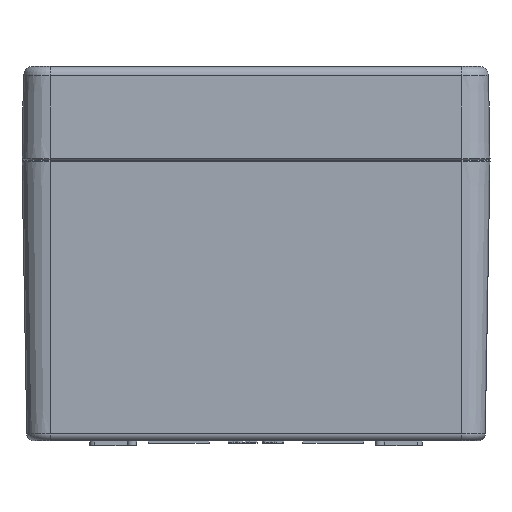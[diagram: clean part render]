
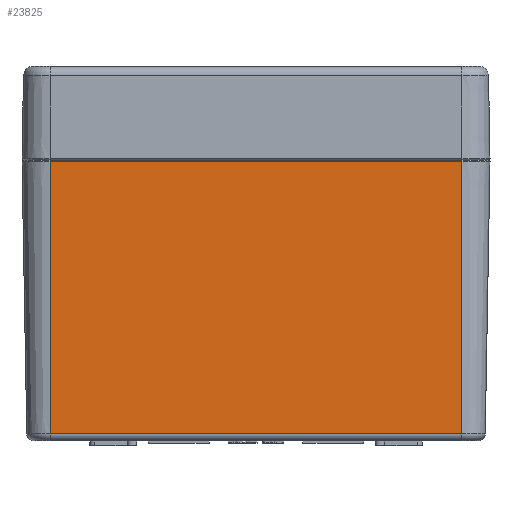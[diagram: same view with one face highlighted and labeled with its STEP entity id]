
A CAD part, left-side view. The second image highlights one B-rep face of the part: STEP entity #23825.
In plain terms, the highlighted planar face has unit normal (-1, 0, -0.018).
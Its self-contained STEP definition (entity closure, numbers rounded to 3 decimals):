
#2422=PLANE('',#25381);
#3480=FACE_OUTER_BOUND('',#5140,.T.);
#5140=EDGE_LOOP('',(#20235,#20236,#20237,#20238));
#7060=LINE('',#41875,#8739);
#7062=LINE('',#41884,#8741);
#7063=LINE('',#41886,#8742);
#7064=LINE('',#41887,#8743);
#8739=VECTOR('',#29596,88.);
#8741=VECTOR('',#29608,58.23);
#8742=VECTOR('',#29609,88.);
#8743=VECTOR('',#29610,58.23);
#11554=VERTEX_POINT('',#41869);
#11555=VERTEX_POINT('',#41873);
#11557=VERTEX_POINT('',#41883);
#11558=VERTEX_POINT('',#41885);
#14565=EDGE_CURVE('',#11555,#11554,#7060,.T.);
#14569=EDGE_CURVE('',#11557,#11555,#7062,.T.);
#14570=EDGE_CURVE('',#11558,#11557,#7063,.T.);
#14571=EDGE_CURVE('',#11558,#11554,#7064,.T.);
#20235=ORIENTED_EDGE('',*,*,#14565,.F.);
#20236=ORIENTED_EDGE('',*,*,#14569,.F.);
#20237=ORIENTED_EDGE('',*,*,#14570,.F.);
#20238=ORIENTED_EDGE('',*,*,#14571,.T.);
#23825=ADVANCED_FACE('',(#3480),#2422,.T.);
#25381=AXIS2_PLACEMENT_3D('',#41882,#29606,#29607);
#29596=DIRECTION('',(0.,1.,0.));
#29606=DIRECTION('center_axis',(-1.,0.,-0.017));
#29607=DIRECTION('ref_axis',(0.,1.,0.));
#29608=DIRECTION('',(0.017,0.,-1.));
#29609=DIRECTION('',(0.,-1.,0.));
#29610=DIRECTION('',(0.017,0.,-1.));
#41869=CARTESIAN_POINT('',(-98.978,44.,-58.526));
#41873=CARTESIAN_POINT('',(-98.978,-44.,-58.526));
#41875=CARTESIAN_POINT('',(-98.978,22.,-58.526));
#41882=CARTESIAN_POINT('Origin',(-100.,44.,0.));
#41883=CARTESIAN_POINT('',(-99.995,-44.,-0.305));
#41884=CARTESIAN_POINT('',(-100.,-44.,0.));
#41885=CARTESIAN_POINT('',(-99.995,44.,-0.305));
#41886=CARTESIAN_POINT('',(-99.995,22.,-0.305));
#41887=CARTESIAN_POINT('',(-100.,44.,0.));
